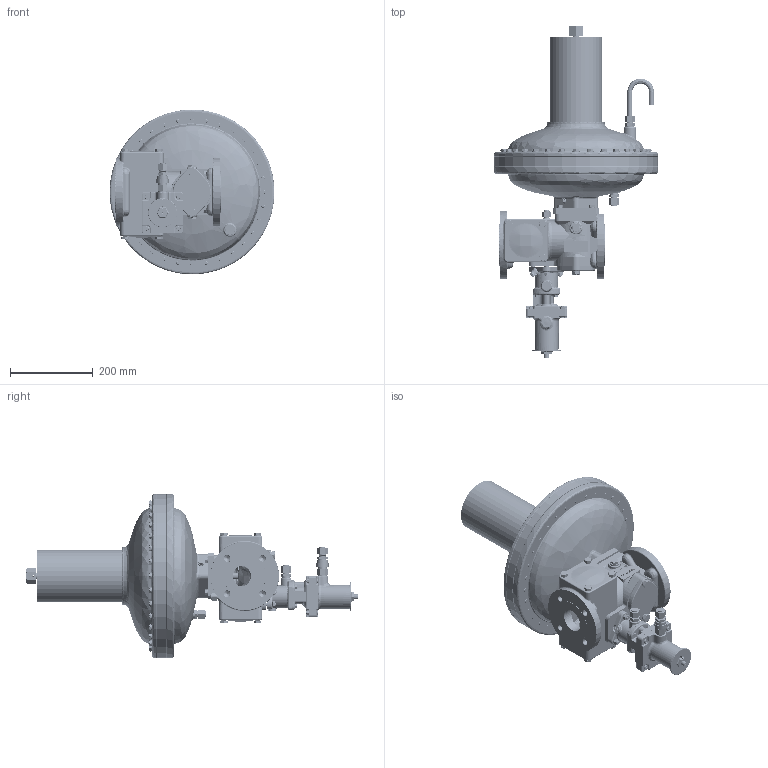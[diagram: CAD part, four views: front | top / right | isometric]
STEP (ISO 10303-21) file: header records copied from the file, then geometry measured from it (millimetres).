
FILE_DESCRIPTION (( 'STEP AP214' ), '1' );
FILE_NAME ('V_MB_HON370_50_RE2SM_K1a_-_.STEP', '2017-03-15T10:20:35', ( '' ), ( '' ), 'SwSTEP 2.0', 'SolidWorks 2015', '' );
FILE_SCHEMA (( 'AUTOMOTIVE_DESIGN' ));
Length unit declared in the file: millimetre
Products named in the file (1): V_MB_HON370_50_RE2SM_K1a_-_
Bounding box: 398 x 801.38 x 398 mm (x, y, z)
Volume: 8634530.2 mm3; surface area: 1899051.1 mm2
Topology: 177 solids, 177 shells, 5760 faces, 13740 edges, 8469 vertices
Faces by surface type: plane 1988, cylinder 1772, cone 1196, bspline 804
Entity records: 226755 total; most frequent: CARTESIAN_POINT 95404, ORIENTED_EDGE 27224, DIRECTION 26546, EDGE_CURVE 13612, AXIS2_PLACEMENT_3D 10658, VERTEX_POINT 8469, EDGE_LOOP 6549, ADVANCED_FACE 5760
